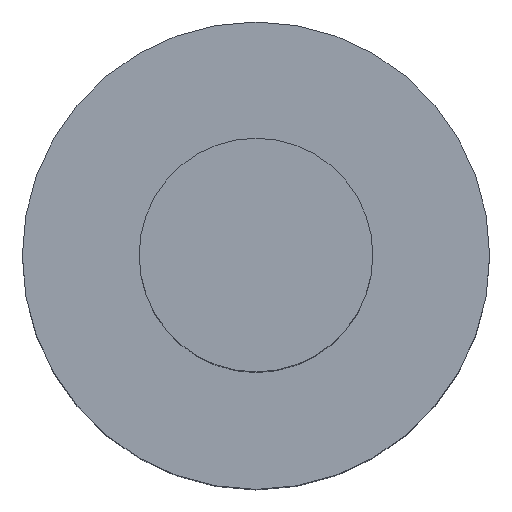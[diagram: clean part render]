
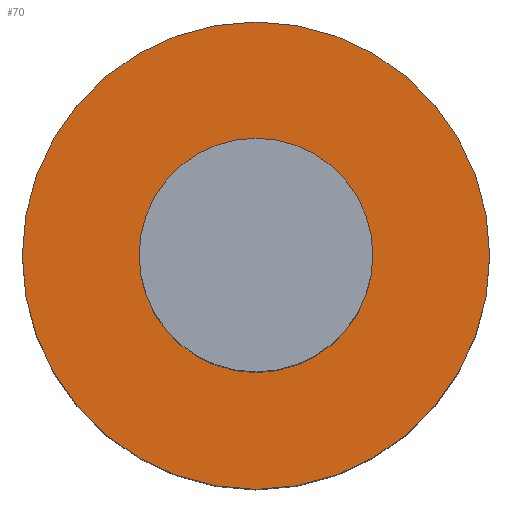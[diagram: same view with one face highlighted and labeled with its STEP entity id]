
A CAD part, top view. The second image highlights one B-rep face of the part: STEP entity #70.
In plain terms, the highlighted planar face has unit normal (0, 0, 1).
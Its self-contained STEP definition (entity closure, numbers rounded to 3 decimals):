
#14=FACE_BOUND('',#27,.T.);
#16=PLANE('',#93);
#21=FACE_OUTER_BOUND('',#26,.T.);
#26=EDGE_LOOP('',(#56));
#27=EDGE_LOOP('',(#57));
#34=CIRCLE('',#88,10.);
#35=CIRCLE('',#91,20.);
#38=VERTEX_POINT('',#121);
#39=VERTEX_POINT('',#126);
#43=EDGE_CURVE('',#38,#38,#34,.T.);
#44=EDGE_CURVE('',#39,#39,#35,.T.);
#56=ORIENTED_EDGE('',*,*,#44,.T.);
#57=ORIENTED_EDGE('',*,*,#43,.T.);
#70=ADVANCED_FACE('',(#21,#14),#16,.T.);
#88=AXIS2_PLACEMENT_3D('',#123,#102,#103);
#91=AXIS2_PLACEMENT_3D('',#127,#108,#109);
#93=AXIS2_PLACEMENT_3D('',#131,#113,#114);
#102=DIRECTION('center_axis',(0.,0.,-1.));
#103=DIRECTION('ref_axis',(1.,0.,0.));
#108=DIRECTION('center_axis',(0.,0.,1.));
#109=DIRECTION('ref_axis',(1.,0.,0.));
#113=DIRECTION('center_axis',(0.,0.,1.));
#114=DIRECTION('ref_axis',(1.,0.,0.));
#121=CARTESIAN_POINT('',(-10.,0.,30.));
#123=CARTESIAN_POINT('Origin',(0.,0.,30.));
#126=CARTESIAN_POINT('',(-20.,0.,30.));
#127=CARTESIAN_POINT('Origin',(0.,0.,30.));
#131=CARTESIAN_POINT('Origin',(0.,0.,30.));
